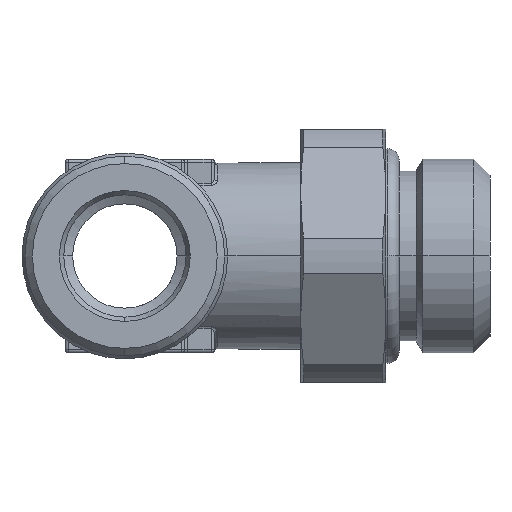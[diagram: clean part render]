
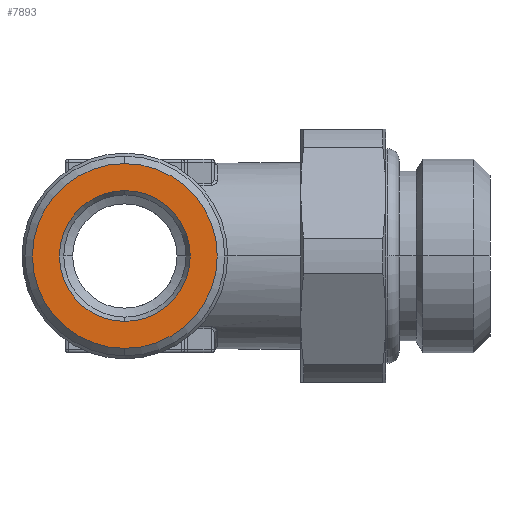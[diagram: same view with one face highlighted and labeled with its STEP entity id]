
A CAD part, left-side view. The second image highlights one B-rep face of the part: STEP entity #7893.
In plain terms, the highlighted planar face has unit normal (-1, 0, 0).
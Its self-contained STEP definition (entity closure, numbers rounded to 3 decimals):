
#2699=CARTESIAN_POINT('',(-27.7,0.,0.));
#2700=DIRECTION('',(1.,0.,0.));
#2701=DIRECTION('',(0.,0.,-1.));
#2702=AXIS2_PLACEMENT_3D('',#2699,#2700,#2701);
#2704=CARTESIAN_POINT('',(-27.7,0.,0.));
#2705=DIRECTION('',(-1.,0.,0.));
#2706=DIRECTION('',(0.,0.,-1.));
#2707=AXIS2_PLACEMENT_3D('',#2704,#2705,#2706);
#2709=CARTESIAN_POINT('',(-27.7,0.,0.));
#2710=DIRECTION('',(-1.,0.,0.));
#2711=DIRECTION('',(0.,0.,-1.));
#2712=AXIS2_PLACEMENT_3D('',#2709,#2710,#2711);
#2722=CARTESIAN_POINT('',(-27.7,0.,0.));
#2723=DIRECTION('',(1.,0.,0.));
#2724=DIRECTION('',(0.,0.,-1.));
#2725=AXIS2_PLACEMENT_3D('',#2722,#2723,#2724);
#3373=CARTESIAN_POINT('',(-27.7,0.,-4.389));
#3375=VERTEX_POINT('',#3373);
#3376=CARTESIAN_POINT('',(-27.7,0.,-6.2));
#3378=VERTEX_POINT('',#3376);
#3383=CARTESIAN_POINT('',(-27.7,0.,4.389));
#3385=VERTEX_POINT('',#3383);
#3386=CARTESIAN_POINT('',(-27.7,0.,6.2));
#3388=VERTEX_POINT('',#3386);
#7878=CARTESIAN_POINT('',(-27.7,0.,0.));
#7879=DIRECTION('',(-1.,0.,0.));
#7880=DIRECTION('',(0.,0.,1.));
#7881=AXIS2_PLACEMENT_3D('',#7878,#7879,#7880);
#7882=PLANE('',#7881);
#7884=ORIENTED_EDGE('',*,*,#7883,.F.);
#7886=ORIENTED_EDGE('',*,*,#7885,.T.);
#7887=EDGE_LOOP('',(#7884,#7886));
#7888=FACE_OUTER_BOUND('',#7887,.F.);
#7889=ORIENTED_EDGE('',*,*,#7871,.F.);
#7890=ORIENTED_EDGE('',*,*,#7860,.T.);
#7891=EDGE_LOOP('',(#7889,#7890));
#7892=FACE_BOUND('',#7891,.F.);
#7893=ADVANCED_FACE('',(#7888,#7892),#7882,.T.);
#2703=CIRCLE('',#2702,4.389);
#2708=CIRCLE('',#2707,4.389);
#2713=CIRCLE('',#2712,6.2);
#2726=CIRCLE('',#2725,6.2);
#7860=EDGE_CURVE('',#3375,#3385,#2708,.T.);
#7871=EDGE_CURVE('',#3375,#3385,#2703,.T.);
#7883=EDGE_CURVE('',#3378,#3388,#2713,.T.);
#7885=EDGE_CURVE('',#3378,#3388,#2726,.T.);
